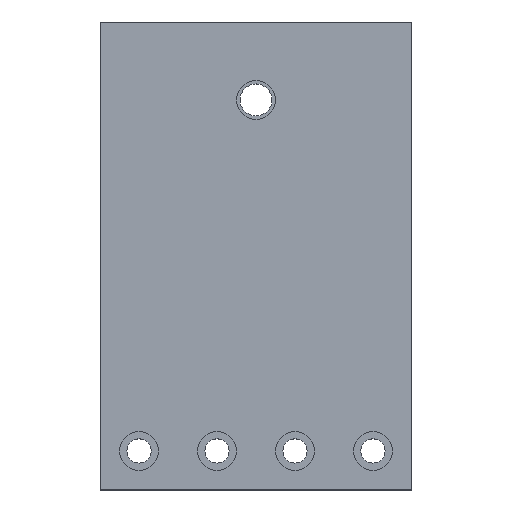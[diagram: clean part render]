
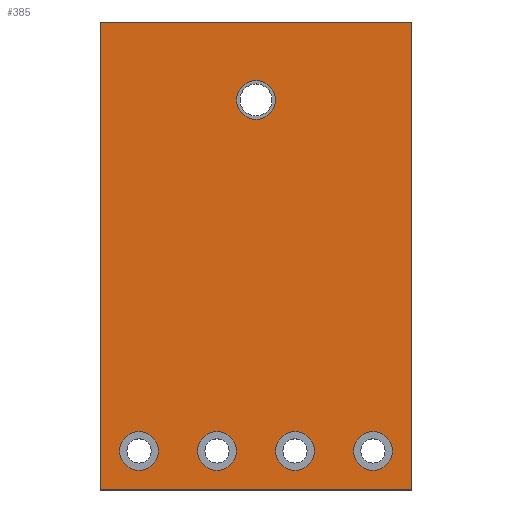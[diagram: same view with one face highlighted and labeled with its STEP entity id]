
A CAD part, top view. The second image highlights one B-rep face of the part: STEP entity #385.
In plain terms, the highlighted planar face has unit normal (0, 0, 1).
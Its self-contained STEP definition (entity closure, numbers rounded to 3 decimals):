
#42=CARTESIAN_POINT('',(232.,0.,5.));
#43=VERTEX_POINT('',#42);
#50=CARTESIAN_POINT('',(152.,0.,5.));
#51=VERTEX_POINT('',#50);
#52=CARTESIAN_POINT('',(232.,0.,5.));
#53=DIRECTION('',(-1.,0.,0.));
#54=VECTOR('',#53,80.);
#55=LINE('',#52,#54);
#56=EDGE_CURVE('',#43,#51,#55,.T.);
#81=CARTESIAN_POINT('',(232.,120.,5.));
#82=VERTEX_POINT('',#81);
#89=CARTESIAN_POINT('',(232.,0.,5.));
#90=DIRECTION('',(0.,1.,0.));
#91=VECTOR('',#90,120.);
#92=LINE('',#89,#91);
#93=EDGE_CURVE('',#43,#82,#92,.T.);
#105=CARTESIAN_POINT('',(217.,10.,5.));
#106=VERTEX_POINT('',#105);
#130=CARTESIAN_POINT('',(227.,10.,5.));
#131=VERTEX_POINT('',#130);
#132=CARTESIAN_POINT('',(222.,10.,5.));
#133=DIRECTION('',(0.,0.,1.));
#134=DIRECTION('',(1.,0.,-0.));
#135=AXIS2_PLACEMENT_3D('',#132,#133,#134);
#136=CIRCLE('',#135,5.);
#137=EDGE_CURVE('',#106,#131,#136,.T.);
#139=CARTESIAN_POINT('',(222.,10.,5.));
#140=DIRECTION('',(0.,0.,1.));
#141=DIRECTION('',(1.,0.,-0.));
#142=AXIS2_PLACEMENT_3D('',#139,#140,#141);
#143=CIRCLE('',#142,5.);
#144=EDGE_CURVE('',#131,#106,#143,.T.);
#156=CARTESIAN_POINT('',(197.,10.,5.));
#157=VERTEX_POINT('',#156);
#181=CARTESIAN_POINT('',(207.,10.,5.));
#182=VERTEX_POINT('',#181);
#183=CARTESIAN_POINT('',(202.,10.,5.));
#184=DIRECTION('',(0.,0.,1.));
#185=DIRECTION('',(1.,0.,-0.));
#186=AXIS2_PLACEMENT_3D('',#183,#184,#185);
#187=CIRCLE('',#186,5.);
#188=EDGE_CURVE('',#157,#182,#187,.T.);
#190=CARTESIAN_POINT('',(202.,10.,5.));
#191=DIRECTION('',(0.,0.,1.));
#192=DIRECTION('',(1.,0.,-0.));
#193=AXIS2_PLACEMENT_3D('',#190,#191,#192);
#194=CIRCLE('',#193,5.);
#195=EDGE_CURVE('',#182,#157,#194,.T.);
#207=CARTESIAN_POINT('',(177.,10.,5.));
#208=VERTEX_POINT('',#207);
#232=CARTESIAN_POINT('',(187.,10.,5.));
#233=VERTEX_POINT('',#232);
#234=CARTESIAN_POINT('',(182.,10.,5.));
#235=DIRECTION('',(0.,0.,1.));
#236=DIRECTION('',(1.,0.,-0.));
#237=AXIS2_PLACEMENT_3D('',#234,#235,#236);
#238=CIRCLE('',#237,5.);
#239=EDGE_CURVE('',#208,#233,#238,.T.);
#241=CARTESIAN_POINT('',(182.,10.,5.));
#242=DIRECTION('',(0.,0.,1.));
#243=DIRECTION('',(1.,0.,-0.));
#244=AXIS2_PLACEMENT_3D('',#241,#242,#243);
#245=CIRCLE('',#244,5.);
#246=EDGE_CURVE('',#233,#208,#245,.T.);
#258=CARTESIAN_POINT('',(157.,10.,5.));
#259=VERTEX_POINT('',#258);
#283=CARTESIAN_POINT('',(167.,10.,5.));
#284=VERTEX_POINT('',#283);
#285=CARTESIAN_POINT('',(162.,10.,5.));
#286=DIRECTION('',(0.,0.,1.));
#287=DIRECTION('',(1.,0.,-0.));
#288=AXIS2_PLACEMENT_3D('',#285,#286,#287);
#289=CIRCLE('',#288,5.);
#290=EDGE_CURVE('',#259,#284,#289,.T.);
#292=CARTESIAN_POINT('',(162.,10.,5.));
#293=DIRECTION('',(0.,0.,1.));
#294=DIRECTION('',(1.,0.,-0.));
#295=AXIS2_PLACEMENT_3D('',#292,#293,#294);
#296=CIRCLE('',#295,5.);
#297=EDGE_CURVE('',#284,#259,#296,.T.);
#316=CARTESIAN_POINT('',(152.,120.,5.));
#317=VERTEX_POINT('',#316);
#318=CARTESIAN_POINT('',(152.,0.,5.));
#319=DIRECTION('',(0.,1.,0.));
#320=VECTOR('',#319,120.);
#321=LINE('',#318,#320);
#322=EDGE_CURVE('',#51,#317,#321,.T.);
#333=CARTESIAN_POINT('',(152.,0.,5.));
#334=DIRECTION('',(0.,0.,1.));
#335=DIRECTION('',(1.,0.,0.));
#336=AXIS2_PLACEMENT_3D('',#333,#334,#335);
#337=PLANE('',#336);
#338=ORIENTED_EDGE('',*,*,#290,.F.);
#339=ORIENTED_EDGE('',*,*,#297,.F.);
#340=EDGE_LOOP('',(#338,#339));
#341=FACE_BOUND('',#340,.T.);
#342=ORIENTED_EDGE('',*,*,#239,.F.);
#343=ORIENTED_EDGE('',*,*,#246,.F.);
#344=EDGE_LOOP('',(#342,#343));
#345=FACE_BOUND('',#344,.T.);
#346=ORIENTED_EDGE('',*,*,#188,.F.);
#347=ORIENTED_EDGE('',*,*,#195,.F.);
#348=EDGE_LOOP('',(#346,#347));
#349=FACE_BOUND('',#348,.T.);
#350=ORIENTED_EDGE('',*,*,#137,.F.);
#351=ORIENTED_EDGE('',*,*,#144,.F.);
#352=EDGE_LOOP('',(#350,#351));
#353=FACE_BOUND('',#352,.T.);
#354=ORIENTED_EDGE('',*,*,#56,.F.);
#355=ORIENTED_EDGE('',*,*,#93,.T.);
#356=CARTESIAN_POINT('',(152.,120.,5.));
#357=DIRECTION('',(1.,0.,-0.));
#358=VECTOR('',#357,80.);
#359=LINE('',#356,#358);
#360=EDGE_CURVE('',#317,#82,#359,.T.);
#361=ORIENTED_EDGE('',*,*,#360,.F.);
#362=ORIENTED_EDGE('',*,*,#322,.F.);
#363=EDGE_LOOP('',(#354,#355,#361,#362));
#364=FACE_BOUND('',#363,.T.);
#365=CARTESIAN_POINT('',(186.985,99.996,5.));
#366=VERTEX_POINT('',#365);
#367=CARTESIAN_POINT('',(196.985,99.996,5.));
#368=VERTEX_POINT('',#367);
#369=CARTESIAN_POINT('',(191.985,99.996,5.));
#370=DIRECTION('',(0.,0.,1.));
#371=DIRECTION('',(1.,0.,-0.));
#372=AXIS2_PLACEMENT_3D('',#369,#370,#371);
#373=CIRCLE('',#372,5.);
#374=EDGE_CURVE('',#366,#368,#373,.T.);
#375=ORIENTED_EDGE('',*,*,#374,.F.);
#376=CARTESIAN_POINT('',(191.985,99.996,5.));
#377=DIRECTION('',(0.,0.,1.));
#378=DIRECTION('',(1.,0.,-0.));
#379=AXIS2_PLACEMENT_3D('',#376,#377,#378);
#380=CIRCLE('',#379,5.);
#381=EDGE_CURVE('',#368,#366,#380,.T.);
#382=ORIENTED_EDGE('',*,*,#381,.F.);
#383=EDGE_LOOP('',(#375,#382));
#384=FACE_BOUND('',#383,.T.);
#385=ADVANCED_FACE('',(#341,#345,#349,#353,#364,#384),#337,.T.);
